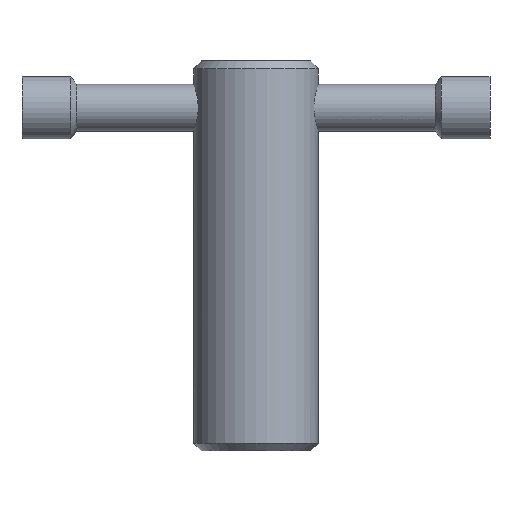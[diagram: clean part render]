
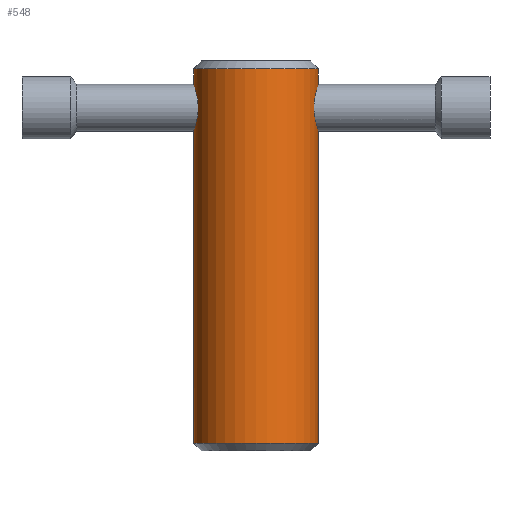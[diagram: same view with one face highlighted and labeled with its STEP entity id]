
A CAD part, front view. The second image highlights one B-rep face of the part: STEP entity #548.
In plain terms, the highlighted cylindrical face has radius 8 mm (diameter 16 mm), a partial arc.
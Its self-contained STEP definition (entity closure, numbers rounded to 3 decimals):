
#250=EDGE_CURVE('',#320,#270,#625,.T.);
#270=VERTEX_POINT('',#647);
#320=VERTEX_POINT('',#703);
#324=EDGE_CURVE('',#432,#320,#707,.T.);
#368=VERTEX_POINT('',#756);
#380=VERTEX_POINT('',#770);
#404=EDGE_CURVE('',#412,#562,#796,.T.);
#412=VERTEX_POINT('',#805);
#420=VERTEX_POINT('',#814);
#432=VERTEX_POINT('',#828);
#478=EDGE_CURVE('',#368,#420,#880,.T.);
#512=EDGE_CURVE('',#420,#380,#919,.T.);
#514=EDGE_CURVE('',#270,#412,#921,.T.);
#520=EDGE_CURVE('',#380,#432,#927,.T.);
#532=EDGE_CURVE('',#562,#368,#941,.T.);
#548=ADVANCED_FACE('',(#960),#961,.T.);
#562=VERTEX_POINT('',#977);
#625=CIRCLE('',#1069,8.0);
#647=CARTESIAN_POINT('',(-8.0,0.,49.0));
#703=CARTESIAN_POINT('',(8.0,0.0,49.0));
#707=LINE('',#1209,#1210);
#756=CARTESIAN_POINT('',(-8.0,0.,1.0));
#770=CARTESIAN_POINT('',(8.0,0.,41.0));
#796=B_SPLINE_CURVE_WITH_KNOTS('',3,(#1338,#1339,#1340,#1341,#1342,#1343,#1344,#1345,#1346,#1347,#1348,#1349,#1350,#1351,#1352,#1353,#1354,#1355,#1356,#1357,#1358,#1359,#1360,#1361,#1362,#1363,#1364,#1365,#1366,#1367,#1368,#1369,#1370,#1371),.UNSPECIFIED.,.F.,.F.,(4,2,2,2,2,2,2,2,2,2,2,2,2,2,2,2,4),(4.569,5.14,5.711,6.282,6.853,7.424,7.995,8.567,9.138,9.709,10.281,10.852,11.424,11.994,12.565,13.136,13.707),.UNSPECIFIED.);
#805=CARTESIAN_POINT('',(-8.0,0.,47.0));
#814=CARTESIAN_POINT('',(8.0,0.0,1.0));
#828=CARTESIAN_POINT('',(8.0,0.,47.0));
#880=CIRCLE('',#1545,8.0);
#919=LINE('',#1630,#1631);
#921=LINE('',#1634,#1635);
#927=B_SPLINE_CURVE_WITH_KNOTS('',3,(#1645,#1646,#1647,#1648,#1649,#1650,#1651,#1652,#1653,#1654,#1655,#1656,#1657,#1658,#1659,#1660,#1661,#1662,#1663,#1664,#1665,#1666,#1667,#1668,#1669,#1670,#1671,#1672,#1673,#1674,#1675,#1676,#1677,#1678),.UNSPECIFIED.,.F.,.F.,(4,2,2,2,2,2,2,2,2,2,2,2,2,2,2,2,4),(4.569,5.14,5.711,6.282,6.853,7.424,7.995,8.567,9.138,9.709,10.281,10.852,11.424,11.994,12.565,13.136,13.707),.UNSPECIFIED.);
#941=LINE('',#1695,#1696);
#960=FACE_OUTER_BOUND('',#1720,.T.);
#961=CYLINDRICAL_SURFACE('',#1721,8.0);
#977=CARTESIAN_POINT('',(-8.0,0.,41.0));
#1069=AXIS2_PLACEMENT_3D('',#1810,#1811,#1812);
#1209=CARTESIAN_POINT('',(8.0,0.,25.0));
#1210=VECTOR('',#1901,1.0);
#1338=CARTESIAN_POINT('',(-8.0,0.,47.0));
#1339=CARTESIAN_POINT('',(-8.0,-0.19,47.0));
#1340=CARTESIAN_POINT('',(-7.993,-0.387,46.982));
#1341=CARTESIAN_POINT('',(-7.965,-0.776,46.905));
#1342=CARTESIAN_POINT('',(-7.943,-0.969,46.846));
#1343=CARTESIAN_POINT('',(-7.89,-1.338,46.693));
#1344=CARTESIAN_POINT('',(-7.857,-1.514,46.597));
#1345=CARTESIAN_POINT('',(-7.787,-1.84,46.378));
#1346=CARTESIAN_POINT('',(-7.75,-1.989,46.253));
#1347=CARTESIAN_POINT('',(-7.677,-2.254,45.989));
#1348=CARTESIAN_POINT('',(-7.639,-2.378,45.84));
#1349=CARTESIAN_POINT('',(-7.567,-2.597,45.514));
#1350=CARTESIAN_POINT('',(-7.534,-2.693,45.338));
#1351=CARTESIAN_POINT('',(-7.477,-2.846,44.969));
#1352=CARTESIAN_POINT('',(-7.454,-2.905,44.776));
#1353=CARTESIAN_POINT('',(-7.424,-2.982,44.387));
#1354=CARTESIAN_POINT('',(-7.416,-3.0,44.19));
#1355=CARTESIAN_POINT('',(-7.416,-3.0,43.81));
#1356=CARTESIAN_POINT('',(-7.424,-2.982,43.613));
#1357=CARTESIAN_POINT('',(-7.454,-2.905,43.224));
#1358=CARTESIAN_POINT('',(-7.477,-2.846,43.031));
#1359=CARTESIAN_POINT('',(-7.534,-2.693,42.662));
#1360=CARTESIAN_POINT('',(-7.567,-2.597,42.486));
#1361=CARTESIAN_POINT('',(-7.639,-2.378,42.16));
#1362=CARTESIAN_POINT('',(-7.677,-2.254,42.011));
#1363=CARTESIAN_POINT('',(-7.75,-1.989,41.747));
#1364=CARTESIAN_POINT('',(-7.787,-1.84,41.622));
#1365=CARTESIAN_POINT('',(-7.857,-1.514,41.403));
#1366=CARTESIAN_POINT('',(-7.89,-1.338,41.307));
#1367=CARTESIAN_POINT('',(-7.943,-0.969,41.154));
#1368=CARTESIAN_POINT('',(-7.965,-0.776,41.095));
#1369=CARTESIAN_POINT('',(-7.993,-0.387,41.018));
#1370=CARTESIAN_POINT('',(-8.0,-0.19,41.0));
#1371=CARTESIAN_POINT('',(-8.0,0.,41.0));
#1545=AXIS2_PLACEMENT_3D('',#2107,#2108,#2109);
#1630=CARTESIAN_POINT('',(8.0,0.,25.0));
#1631=VECTOR('',#2157,1.0);
#1634=CARTESIAN_POINT('',(-8.0,0.,25.0));
#1635=VECTOR('',#2158,1.0);
#1645=CARTESIAN_POINT('',(8.0,0.,41.0));
#1646=CARTESIAN_POINT('',(8.0,-0.19,41.0));
#1647=CARTESIAN_POINT('',(7.993,-0.387,41.018));
#1648=CARTESIAN_POINT('',(7.965,-0.776,41.095));
#1649=CARTESIAN_POINT('',(7.943,-0.969,41.154));
#1650=CARTESIAN_POINT('',(7.89,-1.338,41.307));
#1651=CARTESIAN_POINT('',(7.857,-1.514,41.403));
#1652=CARTESIAN_POINT('',(7.787,-1.84,41.622));
#1653=CARTESIAN_POINT('',(7.75,-1.989,41.747));
#1654=CARTESIAN_POINT('',(7.677,-2.254,42.011));
#1655=CARTESIAN_POINT('',(7.639,-2.378,42.16));
#1656=CARTESIAN_POINT('',(7.567,-2.597,42.486));
#1657=CARTESIAN_POINT('',(7.534,-2.693,42.662));
#1658=CARTESIAN_POINT('',(7.477,-2.846,43.031));
#1659=CARTESIAN_POINT('',(7.454,-2.905,43.224));
#1660=CARTESIAN_POINT('',(7.424,-2.982,43.613));
#1661=CARTESIAN_POINT('',(7.416,-3.0,43.81));
#1662=CARTESIAN_POINT('',(7.416,-3.0,44.19));
#1663=CARTESIAN_POINT('',(7.424,-2.982,44.387));
#1664=CARTESIAN_POINT('',(7.454,-2.905,44.776));
#1665=CARTESIAN_POINT('',(7.477,-2.846,44.969));
#1666=CARTESIAN_POINT('',(7.534,-2.693,45.338));
#1667=CARTESIAN_POINT('',(7.567,-2.597,45.514));
#1668=CARTESIAN_POINT('',(7.639,-2.378,45.84));
#1669=CARTESIAN_POINT('',(7.677,-2.254,45.989));
#1670=CARTESIAN_POINT('',(7.75,-1.989,46.253));
#1671=CARTESIAN_POINT('',(7.787,-1.84,46.378));
#1672=CARTESIAN_POINT('',(7.857,-1.514,46.597));
#1673=CARTESIAN_POINT('',(7.89,-1.338,46.693));
#1674=CARTESIAN_POINT('',(7.943,-0.969,46.846));
#1675=CARTESIAN_POINT('',(7.965,-0.776,46.905));
#1676=CARTESIAN_POINT('',(7.993,-0.387,46.982));
#1677=CARTESIAN_POINT('',(8.0,-0.19,47.0));
#1678=CARTESIAN_POINT('',(8.0,0.,47.0));
#1695=CARTESIAN_POINT('',(-8.0,0.,25.0));
#1696=VECTOR('',#2185,1.0);
#1720=EDGE_LOOP('',(#2216,#2217,#2218,#2219,#2220,#2221,#2222,#2223));
#1721=AXIS2_PLACEMENT_3D('',#2224,#2225,#2226);
#1810=CARTESIAN_POINT('',(0.0,0.0,49.0));
#1811=DIRECTION('',(0.0,0.0,-1.0));
#1812=DIRECTION('',(1.0,0.0,0.0));
#1901=DIRECTION('',(0.0,0.0,1.0));
#2107=CARTESIAN_POINT('',(0.0,0.0,1.0));
#2108=DIRECTION('',(0.0,0.0,1.0));
#2109=DIRECTION('',(1.0,0.0,0.0));
#2157=DIRECTION('',(0.0,0.0,1.0));
#2158=DIRECTION('',(-0.0,-0.0,-1.0));
#2185=DIRECTION('',(-0.0,-0.0,-1.0));
#2216=ORIENTED_EDGE('',*,*,#512,.T.);
#2217=ORIENTED_EDGE('',*,*,#520,.T.);
#2218=ORIENTED_EDGE('',*,*,#324,.T.);
#2219=ORIENTED_EDGE('',*,*,#250,.T.);
#2220=ORIENTED_EDGE('',*,*,#514,.T.);
#2221=ORIENTED_EDGE('',*,*,#404,.T.);
#2222=ORIENTED_EDGE('',*,*,#532,.T.);
#2223=ORIENTED_EDGE('',*,*,#478,.T.);
#2224=CARTESIAN_POINT('',(0.0,0.0,25.0));
#2225=DIRECTION('',(-0.0,-0.0,-1.0));
#2226=DIRECTION('',(1.0,0.0,0.0));
